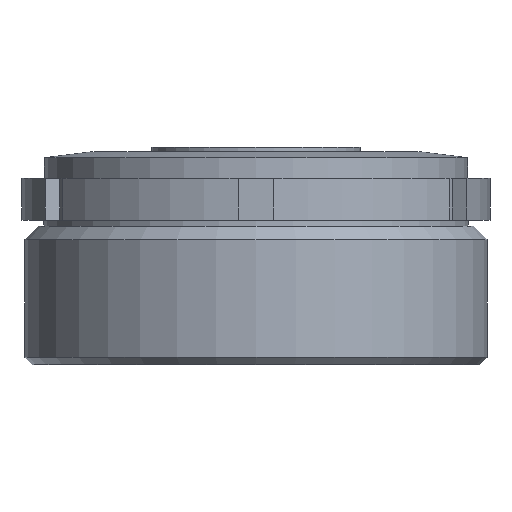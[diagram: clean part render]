
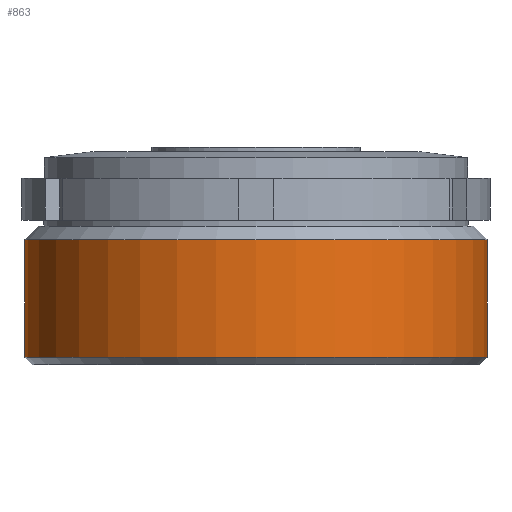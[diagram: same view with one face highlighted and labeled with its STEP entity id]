
A CAD part, front view. The second image highlights one B-rep face of the part: STEP entity #863.
In plain terms, the highlighted cylindrical face has radius 77.5 mm (diameter 155 mm), a partial arc.
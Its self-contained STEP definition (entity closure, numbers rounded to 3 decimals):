
#530 = VERTEX_POINT ( 'NONE', #2441 ) ;
#543 = VERTEX_POINT ( 'NONE', #2461 ) ;
#568 = EDGE_CURVE ( 'NONE', #623, #530, #1974, .T. ) ;
#576 = VERTEX_POINT ( 'NONE', #2023 ) ;
#623 = VERTEX_POINT ( 'NONE', #2746 ) ;
#725 = EDGE_CURVE ( 'NONE', #543, #623, #2819, .T. ) ;
#782 = EDGE_CURVE ( 'NONE', #576, #530, #2927, .T. ) ;
#863 = ADVANCED_FACE ( 'NONE', ( #3071 ), #3054, .T. ) ;
#864 = EDGE_LOOP ( 'NONE', ( #865, #866, #868, #869 ) ) ;
#865 = ORIENTED_EDGE ( 'NONE', *, *, #782, .F. ) ;
#866 = ORIENTED_EDGE ( 'NONE', *, *, #867, .T. ) ;
#867 = EDGE_CURVE ( 'NONE', #576, #543, #3116, .T. ) ;
#868 = ORIENTED_EDGE ( 'NONE', *, *, #725, .T. ) ;
#869 = ORIENTED_EDGE ( 'NONE', *, *, #568, .T. ) ;
#1964 = CARTESIAN_POINT ( 'NONE',  ( 0., 0., 2.5 ) ) ;
#1971 = DIRECTION ( 'NONE',  ( 1., 0., 0. ) ) ;
#1972 = DIRECTION ( 'NONE',  ( 0., 0., 1. ) ) ;
#1973 = AXIS2_PLACEMENT_3D ( 'NONE', #1964, #1972, #1971 ) ;
#1974 = CIRCLE ( 'NONE', #1973, 77.5 ) ;
#2023 = CARTESIAN_POINT ( 'NONE',  ( 77.5, 0., 42. ) ) ;
#2441 = CARTESIAN_POINT ( 'NONE',  ( 77.5, 0., 2.5 ) ) ;
#2461 = CARTESIAN_POINT ( 'NONE',  ( -77.5, 0., 42. ) ) ;
#2746 = CARTESIAN_POINT ( 'NONE',  ( -77.5, 0., 2.5 ) ) ;
#2816 = CARTESIAN_POINT ( 'NONE',  ( -77.5, 0., 46.5 ) ) ;
#2817 = DIRECTION ( 'NONE',  ( 0., 0., -1. ) ) ;
#2818 = VECTOR ( 'NONE', #2817, 1000. ) ;
#2819 = LINE ( 'NONE', #2816, #2818 ) ;
#2926 = CARTESIAN_POINT ( 'NONE',  ( 77.5, 0., 46.5 ) ) ;
#2927 = LINE ( 'NONE', #2926, #2951 ) ;
#2937 = DIRECTION ( 'NONE',  ( 0., 0., -1. ) ) ;
#2950 = DIRECTION ( 'NONE',  ( 0., 0., -1. ) ) ;
#2951 = VECTOR ( 'NONE', #2950, 1000. ) ;
#2990 = DIRECTION ( 'NONE',  ( -1., 0., 0. ) ) ;
#3050 = CARTESIAN_POINT ( 'NONE',  ( 0., 0., 46.5 ) ) ;
#3051 = AXIS2_PLACEMENT_3D ( 'NONE', #3050, #2937, #2990 ) ;
#3054 = CYLINDRICAL_SURFACE ( 'NONE', #3051, 77.5 ) ;
#3071 = FACE_OUTER_BOUND ( 'NONE', #864, .T. ) ;
#3101 = DIRECTION ( 'NONE',  ( 0., 0., -1. ) ) ;
#3108 = AXIS2_PLACEMENT_3D ( 'NONE', #3137, #3101, #3115 ) ;
#3115 = DIRECTION ( 'NONE',  ( 1., 0., 0. ) ) ;
#3116 = CIRCLE ( 'NONE', #3108, 77.5 ) ;
#3137 = CARTESIAN_POINT ( 'NONE',  ( 0., 0., 42. ) ) ;
